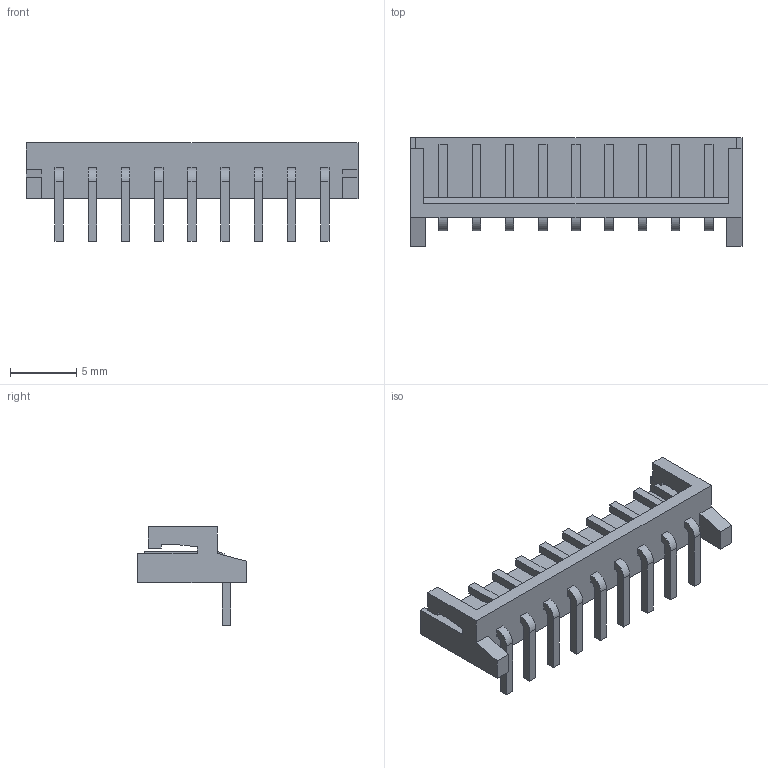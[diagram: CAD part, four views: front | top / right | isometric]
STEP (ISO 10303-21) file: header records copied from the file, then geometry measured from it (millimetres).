
FILE_DESCRIPTION(('FreeCAD Model'),'2;1');
FILE_NAME('JST_EH_S09B-EH_09x2.50mm_Angled.STEP','2016-03-22T23:27:42',('Author'),( ''),'Open CASCADE STEP processor 6.8','FreeCAD','Unknown');
FILE_SCHEMA(('AUTOMOTIVE_DESIGN_CC2 { 1 2 10303 214 -1 1 5 4 }'));
Length unit declared in the file: millimetre
Products named in the file (1): S9B-EH
Bounding box: 25 x 8.2 x 7.4 mm (x, y, z)
Volume: 310.4 mm3; surface area: 840.5 mm2
Topology: 1 solids, 1 shells, 146 faces, 376 edges, 250 vertices
Faces by surface type: plane 128, cylinder 18
Entity records: 11941 total; most frequent: CARTESIAN_POINT 3361, DIRECTION 1368, LINE 984, VECTOR 984, ORIENTED_EDGE 752, PCURVE 752, DEFINITIONAL_REPRESENTATION 752, EDGE_CURVE 376
